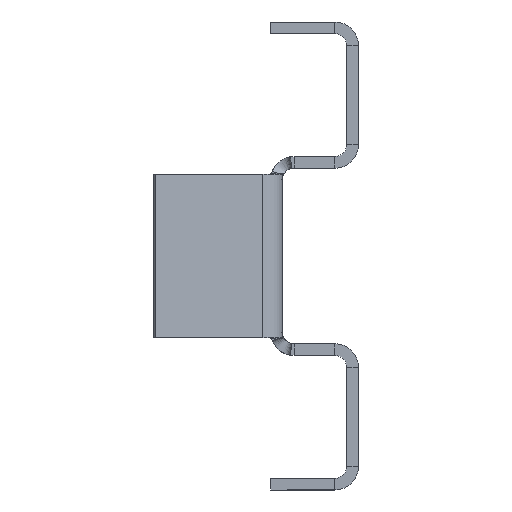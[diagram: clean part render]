
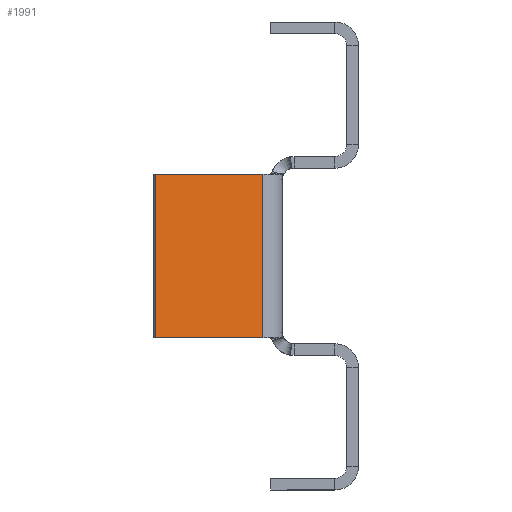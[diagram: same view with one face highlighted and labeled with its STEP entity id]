
A CAD part, left-side view. The second image highlights one B-rep face of the part: STEP entity #1991.
In plain terms, the highlighted planar face has unit normal (-0.985, -0.174, 0).
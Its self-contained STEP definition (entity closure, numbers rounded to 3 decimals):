
#41 = DIRECTION ( 'NONE',  ( -0.174, 0.985, 0. ) ) ;
#126 = ORIENTED_EDGE ( 'NONE', *, *, #481, .F. ) ;
#241 = EDGE_CURVE ( 'NONE', #2291, #2407, #2685, .T. ) ;
#271 = DIRECTION ( 'NONE',  ( 0.174, -0.985, 0. ) ) ;
#296 = CARTESIAN_POINT ( 'NONE',  ( -208.496, 19.654, -14. ) ) ;
#481 = EDGE_CURVE ( 'NONE', #2776, #2291, #2392, .T. ) ;
#700 = DIRECTION ( 'NONE',  ( 0.174, -0.985, 0. ) ) ;
#1010 = LINE ( 'NONE', #1180, #2240 ) ;
#1180 = CARTESIAN_POINT ( 'NONE',  ( -208.496, 19.654, 14. ) ) ;
#1198 = EDGE_CURVE ( 'NONE', #2866, #2776, #1460, .T. ) ;
#1208 = CARTESIAN_POINT ( 'NONE',  ( -198.848, -35.062, 0. ) ) ;
#1327 = DIRECTION ( 'NONE',  ( 0., 0., -1. ) ) ;
#1360 = ORIENTED_EDGE ( 'NONE', *, *, #2343, .F. ) ;
#1429 = PLANE ( 'NONE',  #2883 ) ;
#1460 = LINE ( 'NONE', #2828, #2062 ) ;
#1660 = DIRECTION ( 'NONE',  ( 0.985, 0.174, 0. ) ) ;
#1981 = ORIENTED_EDGE ( 'NONE', *, *, #241, .F. ) ;
#1991 = ADVANCED_FACE ( 'NONE', ( #2038 ), #1429, .F. ) ;
#2038 = FACE_OUTER_BOUND ( 'NONE', #2408, .T. ) ;
#2062 = VECTOR ( 'NONE', #700, 1000. ) ;
#2099 = CARTESIAN_POINT ( 'NONE',  ( -208.496, 19.654, -14. ) ) ;
#2223 = VECTOR ( 'NONE', #41, 1000. ) ;
#2240 = VECTOR ( 'NONE', #3104, 1000. ) ;
#2282 = ORIENTED_EDGE ( 'NONE', *, *, #1198, .F. ) ;
#2291 = VERTEX_POINT ( 'NONE', #2844 ) ;
#2343 = EDGE_CURVE ( 'NONE', #2407, #2866, #1010, .T. ) ;
#2392 = LINE ( 'NONE', #2512, #2916 ) ;
#2407 = VERTEX_POINT ( 'NONE', #2099 ) ;
#2408 = EDGE_LOOP ( 'NONE', ( #126, #2282, #1360, #1981 ) ) ;
#2512 = CARTESIAN_POINT ( 'NONE',  ( -205.261, 1.305, 0. ) ) ;
#2685 = LINE ( 'NONE', #296, #2223 ) ;
#2713 = CARTESIAN_POINT ( 'NONE',  ( -205.261, 1.305, 14. ) ) ;
#2733 = CARTESIAN_POINT ( 'NONE',  ( -208.496, 19.654, 14. ) ) ;
#2776 = VERTEX_POINT ( 'NONE', #2713 ) ;
#2828 = CARTESIAN_POINT ( 'NONE',  ( -204.97, -0.347, 14. ) ) ;
#2844 = CARTESIAN_POINT ( 'NONE',  ( -205.261, 1.305, -14. ) ) ;
#2866 = VERTEX_POINT ( 'NONE', #2733 ) ;
#2883 = AXIS2_PLACEMENT_3D ( 'NONE', #1208, #1660, #271 ) ;
#2916 = VECTOR ( 'NONE', #1327, 1000. ) ;
#3104 = DIRECTION ( 'NONE',  ( 0., 0., 1. ) ) ;
